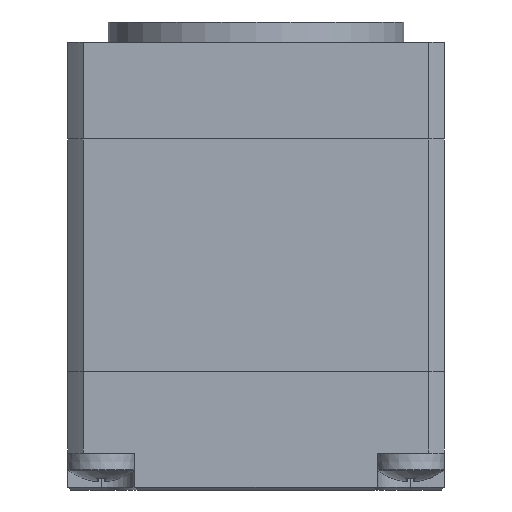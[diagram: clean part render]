
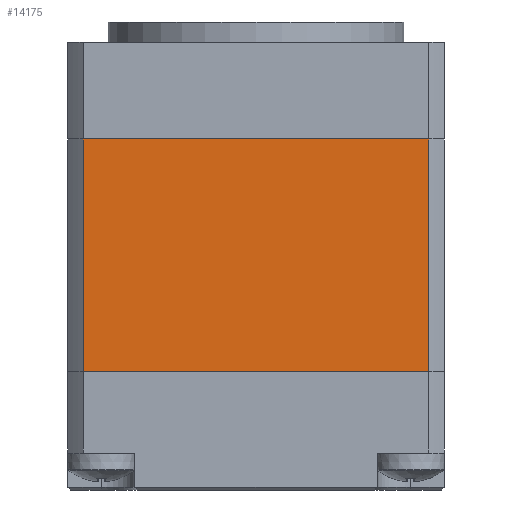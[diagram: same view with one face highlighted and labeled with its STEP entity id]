
A CAD part, front view. The second image highlights one B-rep face of the part: STEP entity #14175.
In plain terms, the highlighted planar face has unit normal (0, -1, 0).
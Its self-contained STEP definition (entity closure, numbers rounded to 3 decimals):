
#12629=CARTESIAN_POINT('',(-12.845,-14.0,-8.65));
#12630=VERTEX_POINT('',#12629);
#12701=CARTESIAN_POINT('',(12.845,-14.0,-8.65));
#12702=VERTEX_POINT('',#12701);
#12709=CARTESIAN_POINT('',(12.845,-14.,-8.65));
#12710=DIRECTION('',(-1.0,0.0,0.0));
#12711=VECTOR('',#12710,25.69);
#12712=LINE('',#12709,#12711);
#12713=EDGE_CURVE('',#12702,#12630,#12712,.T.);
#13857=CARTESIAN_POINT('',(-12.845,-14.0,8.65));
#13858=VERTEX_POINT('',#13857);
#13979=CARTESIAN_POINT('',(12.845,-14.0,8.65));
#13980=VERTEX_POINT('',#13979);
#13981=CARTESIAN_POINT('',(-12.845,-14.,8.65));
#13982=DIRECTION('',(1.0,0.0,0.0));
#13983=VECTOR('',#13982,25.69);
#13984=LINE('',#13981,#13983);
#13985=EDGE_CURVE('',#13858,#13980,#13984,.T.);
#14143=CARTESIAN_POINT('',(-12.845,-14.,8.65));
#14144=DIRECTION('',(0.0,0.0,-1.0));
#14145=VECTOR('',#14144,17.3);
#14146=LINE('',#14143,#14145);
#14147=EDGE_CURVE('',#13858,#12630,#14146,.T.);
#14159=CARTESIAN_POINT('',(-14.,-14.,0.0));
#14160=DIRECTION('',(0.0,-1.0,0.0));
#14161=DIRECTION('',(1.0,0.0,0.0));
#14162=AXIS2_PLACEMENT_3D('',#14159,#14160,#14161);
#14163=PLANE('',#14162);
#14164=ORIENTED_EDGE('',*,*,#14147,.T.);
#14165=ORIENTED_EDGE('',*,*,#12713,.F.);
#14166=CARTESIAN_POINT('',(12.845,-14.,-8.65));
#14167=DIRECTION('',(0.0,0.0,1.0));
#14168=VECTOR('',#14167,17.3);
#14169=LINE('',#14166,#14168);
#14170=EDGE_CURVE('',#12702,#13980,#14169,.T.);
#14171=ORIENTED_EDGE('',*,*,#14170,.T.);
#14172=ORIENTED_EDGE('',*,*,#13985,.F.);
#14173=EDGE_LOOP('',(#14164,#14165,#14171,#14172));
#14174=FACE_OUTER_BOUND('',#14173,.T.);
#14175=ADVANCED_FACE('',(#14174),#14163,.T.);
